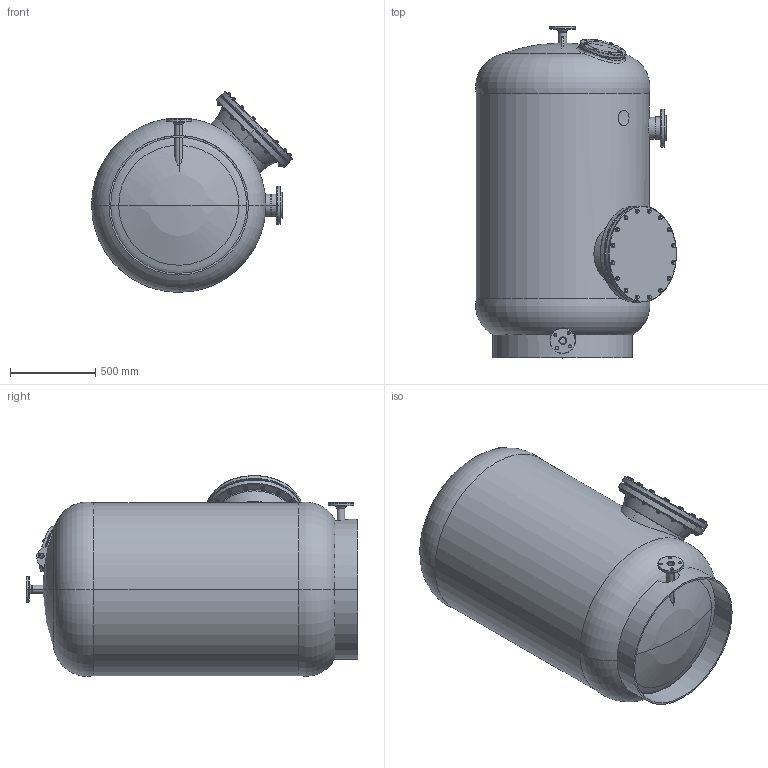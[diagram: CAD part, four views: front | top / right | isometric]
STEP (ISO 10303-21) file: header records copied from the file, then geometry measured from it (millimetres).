
FILE_DESCRIPTION (( 'STEP AP214' ), '1' );
FILE_NAME ('adriatic100c_sb1000.STEP', '2020-11-04T09:11:29', ( '' ), ( '' ), 'SwSTEP 2.0', 'SolidWorks 2019', '' );
FILE_SCHEMA (( 'AUTOMOTIVE_DESIGN' ));
Length unit declared in the file: millimetre
Products named in the file (1): adriatic100c_sb1000
Bounding box: 1179.41 x 1950.19 x 1179.39 mm (x, y, z)
Surface area: 15709329.7 mm2 (no closed solid volume)
Topology: 0 solids, 106 shells, 1634 faces, 3627 edges, 2215 vertices
Faces by surface type: cone 541, cylinder 516, plane 481, torus 72, sphere 12, bspline 12
Entity records: 89354 total; most frequent: CARTESIAN_POINT 35070, DIRECTION 7220, ORIENTED_EDGE 7166, EDGE_CURVE 3599, AXIS2_PLACEMENT_3D 3115, VERTEX_POINT 2211, EDGE_LOOP 1966, UNCERTAINTY_MEASURE_WITH_UNIT 1734
